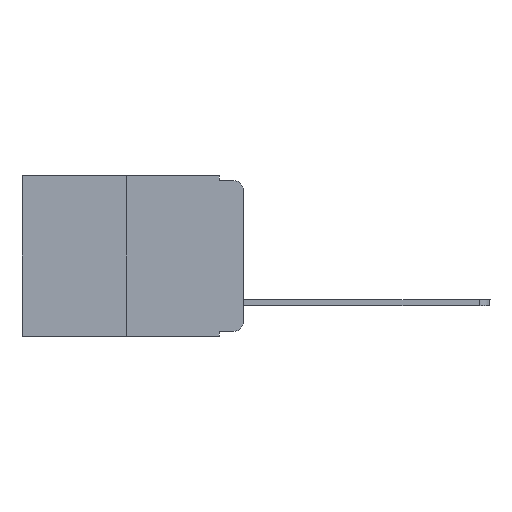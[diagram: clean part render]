
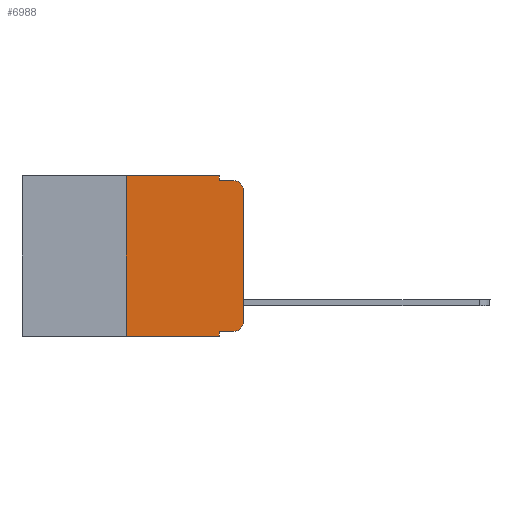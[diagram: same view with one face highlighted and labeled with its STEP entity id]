
A CAD part, left-side view. The second image highlights one B-rep face of the part: STEP entity #6988.
In plain terms, the highlighted planar face has unit normal (-1, 0, 0).
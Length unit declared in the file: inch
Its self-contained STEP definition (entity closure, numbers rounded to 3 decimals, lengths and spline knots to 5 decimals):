
#24 = CARTESIAN_POINT ( 'NONE',  ( 0., 0.051, -0.333 ) ) ;
#222 = CIRCLE ( 'NONE', #9277, 0.02 ) ;
#250 = FACE_OUTER_BOUND ( 'NONE', #7217, .T. ) ;
#363 = EDGE_CURVE ( 'NONE', #8858, #1269, #2840, .T. ) ;
#393 = CARTESIAN_POINT ( 'NONE',  ( 0., 0., -0.313 ) ) ;
#532 = DIRECTION ( 'NONE',  ( 0., -1., 0. ) ) ;
#690 = VERTEX_POINT ( 'NONE', #1813 ) ;
#764 = EDGE_CURVE ( 'NONE', #1389, #4423, #10160, .T. ) ;
#1269 = VERTEX_POINT ( 'NONE', #2094 ) ;
#1389 = VERTEX_POINT ( 'NONE', #4241 ) ;
#1723 = CARTESIAN_POINT ( 'NONE',  ( 0., 0.25, -0.343 ) ) ;
#1813 = CARTESIAN_POINT ( 'NONE',  ( 0., 0.02, -0.01 ) ) ;
#1852 = DIRECTION ( 'NONE',  ( 0., -1., 0. ) ) ;
#1959 = CARTESIAN_POINT ( 'NONE',  ( 0., 0., 0. ) ) ;
#2026 = ORIENTED_EDGE ( 'NONE', *, *, #8074, .F. ) ;
#2094 = CARTESIAN_POINT ( 'NONE',  ( 0., 0., -0.03 ) ) ;
#2146 = VECTOR ( 'NONE', #1852, 39.37008 ) ;
#2291 = VERTEX_POINT ( 'NONE', #1723 ) ;
#2354 = EDGE_CURVE ( 'NONE', #2291, #2818, #6899, .T. ) ;
#2479 = CARTESIAN_POINT ( 'NONE',  ( 0., 0.25, 0. ) ) ;
#2818 = VERTEX_POINT ( 'NONE', #4496 ) ;
#2840 = LINE ( 'NONE', #1959, #6443 ) ;
#2884 = ORIENTED_EDGE ( 'NONE', *, *, #5007, .T. ) ;
#2887 = LINE ( 'NONE', #10001, #6705 ) ;
#2889 = ORIENTED_EDGE ( 'NONE', *, *, #3281, .T. ) ;
#2957 = DIRECTION ( 'NONE',  ( 0., 0., -1. ) ) ;
#3005 = VECTOR ( 'NONE', #532, 39.37008 ) ;
#3017 = DIRECTION ( 'NONE',  ( 0., 0., 1. ) ) ;
#3078 = CARTESIAN_POINT ( 'NONE',  ( 0., 0.473, 0. ) ) ;
#3102 = DIRECTION ( 'NONE',  ( 0., 0., -1. ) ) ;
#3154 = AXIS2_PLACEMENT_3D ( 'NONE', #7121, #3737, #9752 ) ;
#3232 = ORIENTED_EDGE ( 'NONE', *, *, #7500, .T. ) ;
#3281 = EDGE_CURVE ( 'NONE', #7965, #8858, #8150, .T. ) ;
#3505 = ORIENTED_EDGE ( 'NONE', *, *, #4704, .T. ) ;
#3541 = CARTESIAN_POINT ( 'NONE',  ( 0., 0.473, 0. ) ) ;
#3737 = DIRECTION ( 'NONE',  ( -1., 0., 0. ) ) ;
#3800 = ORIENTED_EDGE ( 'NONE', *, *, #2354, .F. ) ;
#3803 = CARTESIAN_POINT ( 'NONE',  ( 0., 0.051, 0. ) ) ;
#3854 = LINE ( 'NONE', #6649, #5691 ) ;
#3986 = EDGE_CURVE ( 'NONE', #4423, #690, #8460, .T. ) ;
#4092 = ORIENTED_EDGE ( 'NONE', *, *, #5937, .F. ) ;
#4241 = CARTESIAN_POINT ( 'NONE',  ( 0., 0.051, 0. ) ) ;
#4423 = VERTEX_POINT ( 'NONE', #10522 ) ;
#4496 = CARTESIAN_POINT ( 'NONE',  ( 0., 0.25, 0. ) ) ;
#4704 = EDGE_CURVE ( 'NONE', #2291, #11385, #3854, .T. ) ;
#5007 = EDGE_CURVE ( 'NONE', #6687, #7965, #9694, .T. ) ;
#5204 = AXIS2_PLACEMENT_3D ( 'NONE', #3078, #7546, #2957 ) ;
#5287 = CARTESIAN_POINT ( 'NONE',  ( 0., 0.051, -0.333 ) ) ;
#5691 = VECTOR ( 'NONE', #10103, 39.37008 ) ;
#5937 = EDGE_CURVE ( 'NONE', #6687, #11385, #2887, .T. ) ;
#6244 = CARTESIAN_POINT ( 'NONE',  ( 0., 0.051, -0.343 ) ) ;
#6443 = VECTOR ( 'NONE', #3017, 39.37008 ) ;
#6616 = DIRECTION ( 'NONE',  ( 0., 0., -1. ) ) ;
#6649 = CARTESIAN_POINT ( 'NONE',  ( 0., 0.473, -0.343 ) ) ;
#6687 = VERTEX_POINT ( 'NONE', #5287 ) ;
#6705 = VECTOR ( 'NONE', #6616, 39.37008 ) ;
#6899 = LINE ( 'NONE', #2479, #8203 ) ;
#6988 = ADVANCED_FACE ( 'NONE', ( #250 ), #10849, .F. ) ;
#7102 = DIRECTION ( 'NONE',  ( 0., -1., 0. ) ) ;
#7121 = CARTESIAN_POINT ( 'NONE',  ( 0., 0.02, -0.313 ) ) ;
#7217 = EDGE_LOOP ( 'NONE', ( #7897, #3232, #10077, #10164, #2026, #3800, #3505, #4092, #2884, #2889 ) ) ;
#7489 = VECTOR ( 'NONE', #3102, 39.37008 ) ;
#7500 = EDGE_CURVE ( 'NONE', #1269, #690, #222, .T. ) ;
#7546 = DIRECTION ( 'NONE',  ( 1., 0., 0. ) ) ;
#7897 = ORIENTED_EDGE ( 'NONE', *, *, #363, .T. ) ;
#7965 = VERTEX_POINT ( 'NONE', #10552 ) ;
#8060 = LINE ( 'NONE', #3541, #10392 ) ;
#8074 = EDGE_CURVE ( 'NONE', #2818, #1389, #8060, .T. ) ;
#8150 = CIRCLE ( 'NONE', #3154, 0.02 ) ;
#8203 = VECTOR ( 'NONE', #9556, 39.37008 ) ;
#8393 = DIRECTION ( 'NONE',  ( -1., 0., 0. ) ) ;
#8444 = CARTESIAN_POINT ( 'NONE',  ( 0., 0.02, -0.03 ) ) ;
#8460 = LINE ( 'NONE', #10490, #3005 ) ;
#8858 = VERTEX_POINT ( 'NONE', #393 ) ;
#9277 = AXIS2_PLACEMENT_3D ( 'NONE', #8444, #8393, #11065 ) ;
#9556 = DIRECTION ( 'NONE',  ( 0., 0., 1. ) ) ;
#9694 = LINE ( 'NONE', #24, #2146 ) ;
#9752 = DIRECTION ( 'NONE',  ( 0., 0., -1. ) ) ;
#10001 = CARTESIAN_POINT ( 'NONE',  ( 0., 0.051, 0. ) ) ;
#10077 = ORIENTED_EDGE ( 'NONE', *, *, #3986, .F. ) ;
#10103 = DIRECTION ( 'NONE',  ( 0., -1., 0. ) ) ;
#10160 = LINE ( 'NONE', #3803, #7489 ) ;
#10164 = ORIENTED_EDGE ( 'NONE', *, *, #764, .F. ) ;
#10392 = VECTOR ( 'NONE', #7102, 39.37008 ) ;
#10490 = CARTESIAN_POINT ( 'NONE',  ( 0., 0.051, -0.01 ) ) ;
#10522 = CARTESIAN_POINT ( 'NONE',  ( 0., 0.051, -0.01 ) ) ;
#10552 = CARTESIAN_POINT ( 'NONE',  ( 0., 0.02, -0.333 ) ) ;
#10849 = PLANE ( 'NONE',  #5204 ) ;
#11065 = DIRECTION ( 'NONE',  ( 0., 0., -1. ) ) ;
#11385 = VERTEX_POINT ( 'NONE', #6244 ) ;
